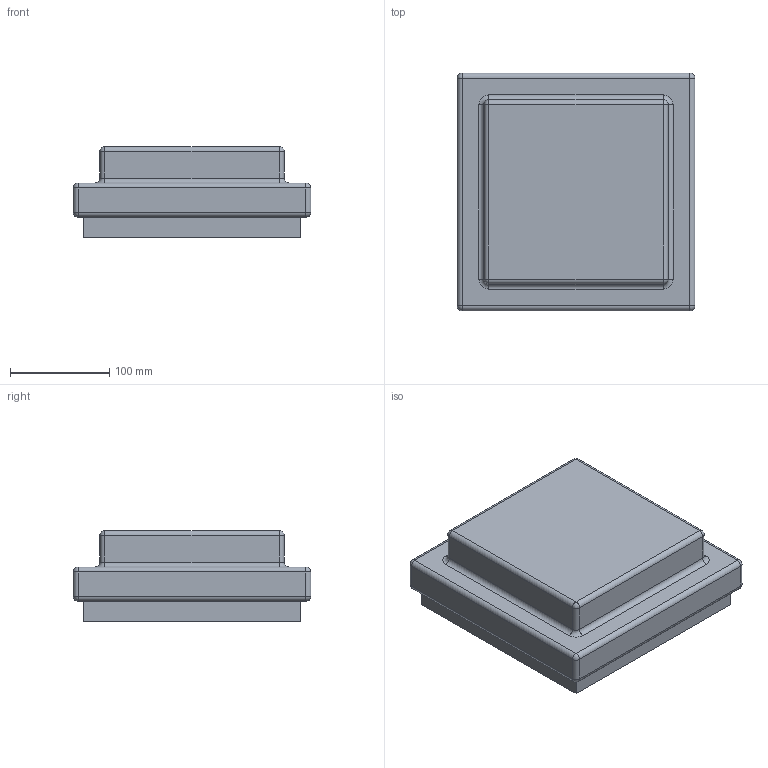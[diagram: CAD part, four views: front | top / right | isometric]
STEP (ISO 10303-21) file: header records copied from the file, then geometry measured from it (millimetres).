
FILE_DESCRIPTION(/* description */ ('Unknown'),/* implementation_level */ '2;1');
FILE_NAME(/* name */ 'SN A 6200 SQ',/* time_stamp */ '2020-08-27T10:08:18+02:00',/* author */ ('Unknown'),/* organization */ ('Unknown'),/* preprocessor_version */ 'ST-DEVELOPER v16.7',/* originating_system */ 'Solid Edge',/* authorisation */ 'Unknown');
FILE_SCHEMA (('AUTOMOTIVE_DESIGN {1 0 10303 214 3 1 1}'));
Length unit declared in the file: millimetre
Products named in the file (1): SN A 6200 SQ
Bounding box: 240 x 240 x 91.5 mm (x, y, z)
Volume: 4227807 mm3; surface area: 185572.5 mm2
Topology: 1 solids, 1 shells, 56 faces, 124 edges, 60 vertices
Faces by surface type: cylinder 24, plane 16, sphere 12, torus 4
Entity records: 1446 total; most frequent: DIRECTION 278, CARTESIAN_POINT 229, ORIENTED_EDGE 224, EDGE_CURVE 112, AXIS2_PLACEMENT_3D 109, VERTEX_POINT 60, LINE 60, VECTOR 60
